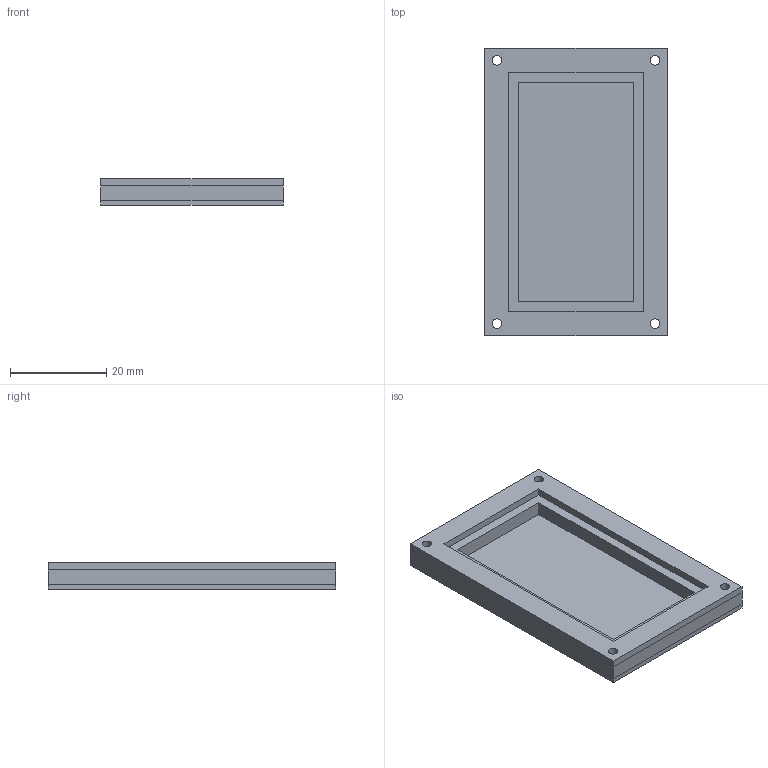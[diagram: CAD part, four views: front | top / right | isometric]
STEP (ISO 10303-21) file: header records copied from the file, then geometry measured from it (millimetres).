
FILE_DESCRIPTION(('FreeCAD Model'),'2;1');
FILE_NAME('lower_assy_complete.step','2020-10-20T11:42:42',('Author'),(''), 'Open CASCADE STEP processor 7.4','FreeCAD','Unknown');
FILE_SCHEMA(('AUTOMOTIVE_DESIGN { 1 0 10303 214 1 1 1 1 }'));
Length unit declared in the file: millimetre
Products named in the file (1): complete_lower
Bounding box: 37.94 x 59.78 x 5.5 mm (x, y, z)
Volume: 6988.1 mm3; surface area: 6419.5 mm2
Topology: 1 solids, 1 shells, 80 faces, 184 edges, 112 vertices
Faces by surface type: plane 76, cylinder 4
Full cylindrical faces by diameter (mm): 2 x4
Entity records: 4633 total; most frequent: CARTESIAN_POINT 793, DIRECTION 714, LINE 536, VECTOR 536, ORIENTED_EDGE 368, PCURVE 368, DEFINITIONAL_REPRESENTATION 368, EDGE_CURVE 184
